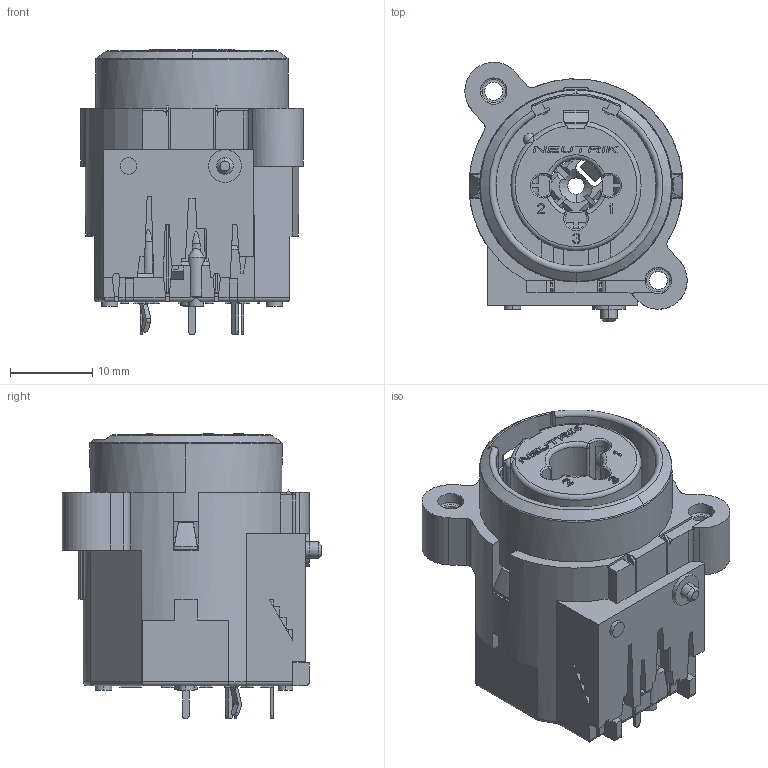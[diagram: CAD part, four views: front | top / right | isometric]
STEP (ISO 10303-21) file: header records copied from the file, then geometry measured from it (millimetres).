
FILE_DESCRIPTION((''),'2;1');
FILE_NAME('NCJ5FI-V-0','2019-07-19T10:38:00',('odo'),(''),'CREO PARAMETRIC BY PTC INC, 2018500','CREO PARAMETRIC BY PTC INC, 2018500','');
FILE_SCHEMA(('CONFIG_CONTROL_DESIGN'));
Length unit declared in the file: millimetre
Products named in the file (1): NCJ5FI-V-0
Bounding box: 27 x 31.5 x 34.7 mm (x, y, z)
Volume: 13227.8 mm3; surface area: 7610.9 mm2
Topology: 1 solids, 5 shells, 1735 faces, 4817 edges, 3115 vertices
Faces by surface type: plane 1342, cylinder 287, cone 63, torus 24, bspline 18, sphere 1
Entity records: 56201 total; most frequent: CARTESIAN_POINT 11711, ORIENTED_EDGE 9632, DIRECTION 8714, EDGE_CURVE 4816, VECTOR 3846, LINE 3846, VERTEX_POINT 3116, AXIS2_PLACEMENT_3D 2434
